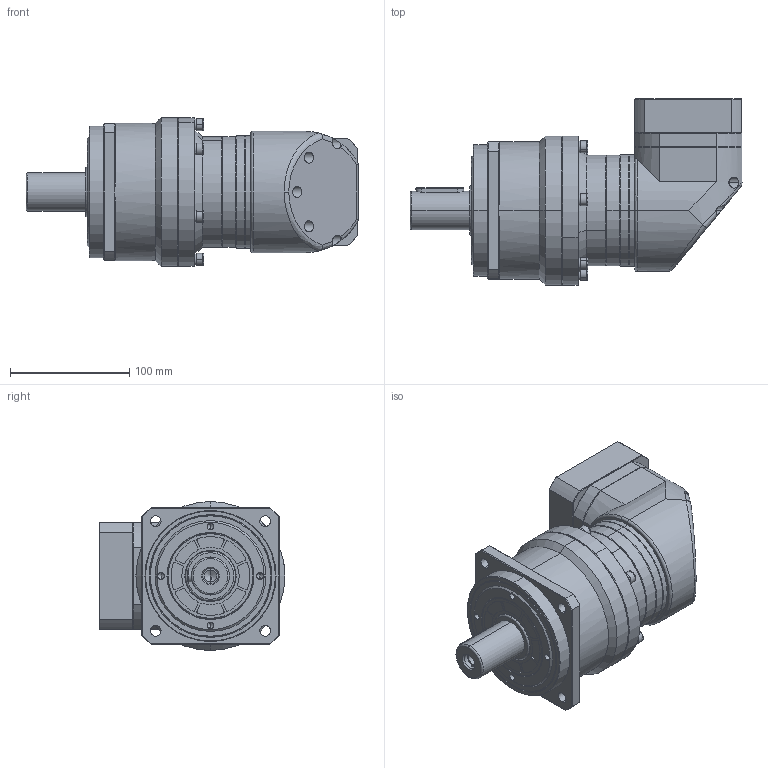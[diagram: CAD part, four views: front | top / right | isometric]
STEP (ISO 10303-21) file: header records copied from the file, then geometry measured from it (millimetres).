
FILE_DESCRIPTION((''),'2;1');
FILE_NAME('TNR115L2-73-14-47-0001_ASM','2024-06-28T13:40:24',('mayn'),(''),'CREO PARAMETRIC BY PTC INC, 2020053','CREO PARAMETRIC BY PTC INC, 2020053','');
FILE_SCHEMA(('CONFIG_CONTROL_DESIGN'));
Length unit declared in the file: millimetre
Products named in the file (21): HEXAGON_SOCKET_HEAD_CAP_SC-2428; TNS1150001; SPRING_LOCK_WASHERS--NORMA-2483; HEXAGON_SOCKET_HEAD_CAP_S-24794; SPRING_LOCK_WASHERS--NORM-24841; HEXAGON_SOCKET_HEAD_CAP_SC-2534; HEXAGON_SOCKET_HEAD_CAP_S-24671; TN90_D73-M6-98_5F90001; TNR900001; 19-14000; TNR900002; _KBR90-D190001; AST; 40X50X500; __20001; _5_5__5_5__1000; _TN115_0001_ASM; HEX_SOCKET_SET_SCREWS_WITH_FLAT; TMR900002; TNR115L2-73-14-47-0002_ASM; TNR115L2-73-14-47-0001_ASM
Assembly tree (65 placements, depth 4):
  TNR115L2-73-14-47-0001_ASM
    TNR115L2-73-14-47-0002_ASM
      HEXAGON_SOCKET_HEAD_CAP_SC-2428  x7
      TNS1150001
      SPRING_LOCK_WASHERS--NORMA-2483  x19
      HEXAGON_SOCKET_HEAD_CAP_S-24794  x7
      SPRING_LOCK_WASHERS--NORM-24841  x6
      HEXAGON_SOCKET_HEAD_CAP_SC-2534  x6
      HEXAGON_SOCKET_HEAD_CAP_S-24671  x6
      TN90_D73-M6-98_5F90001
      TNR900001
      19-14000
      TNR900002
      _KBR90-D190001
      AST
      40X50X500
      _TN115_0001_ASM
        __20001
        _5_5__5_5__1000
      HEX_SOCKET_SET_SCREWS_WITH_FLAT
      TMR900002
Bounding box: 278.5 x 156 x 125 mm (x, y, z)
Volume: 2191775.7 mm3; surface area: 286029.1 mm2
Topology: 63 solids, 63 shells, 1656 faces, 4031 edges, 2530 vertices
Faces by surface type: plane 683, cylinder 659, cone 235, torus 73, bspline 6
Entity records: 28832 total; most frequent: CARTESIAN_POINT 5840, DIRECTION 5236, ORIENTED_EDGE 4422, EDGE_CURVE 2211, AXIS2_PLACEMENT_3D 2173, VERTEX_POINT 1436, CIRCLE 1153, EDGE_LOOP 1055
